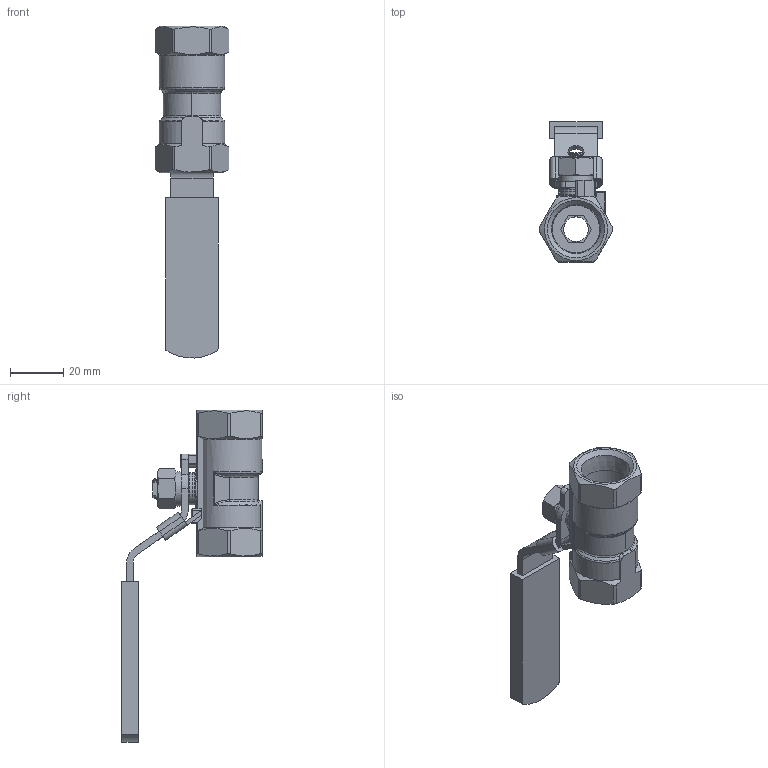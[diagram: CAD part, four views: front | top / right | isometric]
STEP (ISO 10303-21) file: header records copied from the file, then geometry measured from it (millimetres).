
FILE_DESCRIPTION(('STEP AP214'),'1');
FILE_NAME('1PC 1-2.stp','2023-12-06T02:56:31',(' '),(' '),'Spatial InterOp 3D',' ',' ');
FILE_SCHEMA(('AUTOMOTIVE_DESIGN { 1 0 10303 214 1 1 1 1 }'));
Length unit declared in the file: millimetre
Products named in the file (13): 1PC-1/2; 阀体; 阀杆; 小片; 侧塞; 中片; 钢垫; 手柄; 螺母 ： 标准 - M8.0 x 6.8; 垫圈 ： 单圈弹簧 - M8.0 x 2.1; 把套; 锁片
Assembly tree (12 placements, depth 2):
  1PC-1/2
    阀体
    阀杆
    小片
    侧塞
    中片
    钢垫
    手柄
    螺母 ： 标准 - M8.0 x 6.8
    垫圈 ： 单圈弹簧 - M8.0 x 2.1
    把套
    锁片
    钢垫
Bounding box: 27.64 x 52.48 x 124.28 mm (x, y, z)
Volume: 26327.8 mm3; surface area: 22672.8 mm2
Topology: 12 solids, 12 shells, 928 faces, 2588 edges, 1707 vertices
Faces by surface type: plane 719, cylinder 101, bspline 66, cone 33, sphere 5, torus 4
Full cylindrical faces by diameter (mm): 6 x1, 8 x4, 8.1 x1, 8.2 x2, 9.2 x2, 10.5 x2, 10.8 x1, 12 x3, 12.1 x1, 14.5 x1, 15 x1, 16.4 x1, 17.8 x1, 19.5 x1
Entity records: 55701 total; most frequent: CARTESIAN_POINT 24931, ORIENTED_EDGE 5070, DIRECTION 4239, EDGE_CURVE 2535, LINE 2057, VECTOR 2057, VERTEX_POINT 1695, AXIS2_PLACEMENT_3D 1091
